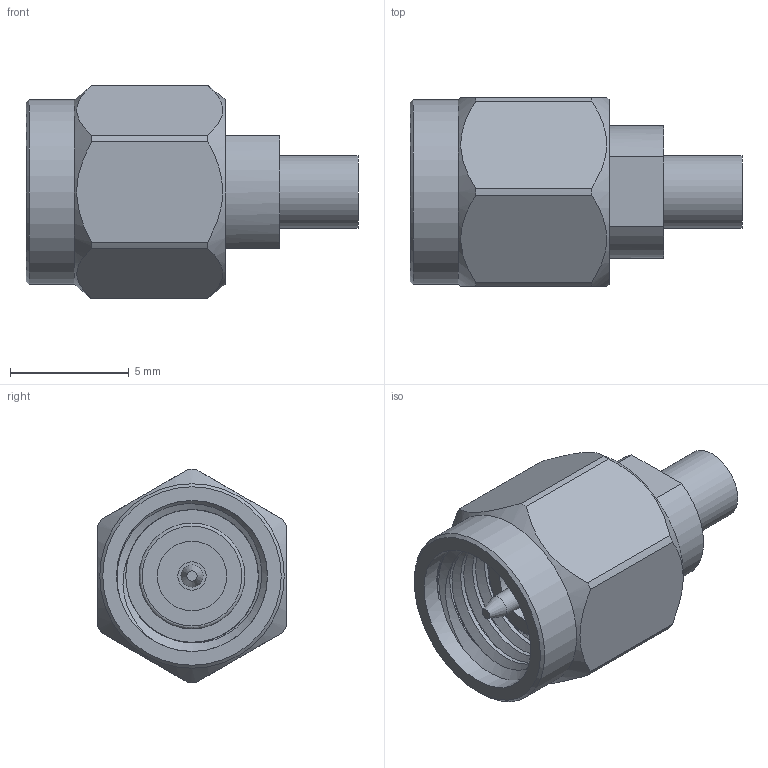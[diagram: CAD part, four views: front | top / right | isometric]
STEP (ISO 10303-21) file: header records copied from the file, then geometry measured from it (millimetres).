
FILE_DESCRIPTION (( 'STEP AP203' ), '1' );
FILE_NAME ('PE45485_3D.step', '2021-06-22T17:22:43', ( '' ), ( '' ), 'SwSTEP 2.0', 'SolidWorks 2020', '' );
FILE_SCHEMA (( 'CONFIG_CONTROL_DESIGN' ));
Length unit declared in the file: inch
Products named in the file (1): PE45485_3D
Bounding box: 13.97 x 7.94 x 8.99 mm (x, y, z)
Volume: 374.9 mm3; surface area: 663.2 mm2
Topology: 1 solids, 1 shells, 53 faces, 137 edges, 95 vertices
Faces by surface type: cylinder 22, plane 21, cone 6, bspline 4
Full cylindrical faces by diameter (mm): 0.94 x1, 1.194 x1, 2.184 x1, 2.92 x1, 3.048 x1, 4.445 x1, 5.588 x1, 6.096 x1, 6.35 x6, 7.762 x1
Entity records: 3515 total; most frequent: CARTESIAN_POINT 2394, ORIENTED_EDGE 220, DIRECTION 188, EDGE_CURVE 110, VERTEX_POINT 90, AXIS2_PLACEMENT_3D 84, EDGE_LOOP 72, FACE_OUTER_BOUND 58
